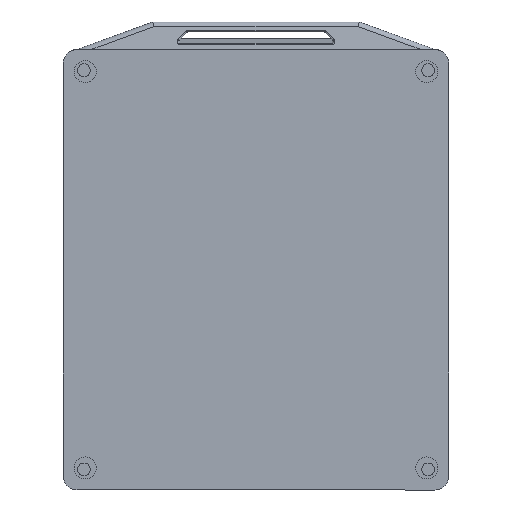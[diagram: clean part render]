
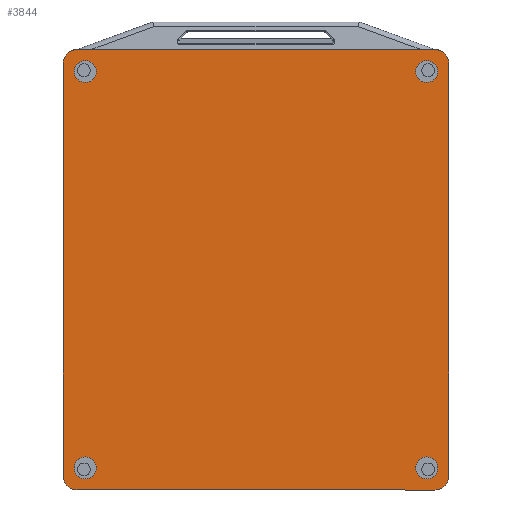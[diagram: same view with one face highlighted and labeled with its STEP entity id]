
A CAD part, front view. The second image highlights one B-rep face of the part: STEP entity #3844.
In plain terms, the highlighted planar face has unit normal (0, -1, 0).
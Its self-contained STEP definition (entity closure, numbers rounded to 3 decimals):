
#73=FACE_BOUND('',#509,.T.);
#74=FACE_BOUND('',#510,.T.);
#75=FACE_BOUND('',#511,.T.);
#76=FACE_BOUND('',#512,.T.);
#122=PLANE('',#4091);
#281=FACE_OUTER_BOUND('',#508,.T.);
#508=EDGE_LOOP('',(#2693,#2694,#2695,#2696,#2697,#2698,#2699,#2700));
#509=EDGE_LOOP('',(#2701));
#510=EDGE_LOOP('',(#2702));
#511=EDGE_LOOP('',(#2703));
#512=EDGE_LOOP('',(#2704));
#785=LINE('',#5601,#1213);
#788=LINE('',#5607,#1216);
#789=LINE('',#5611,#1217);
#790=LINE('',#5615,#1218);
#1213=VECTOR('',#4482,10.);
#1216=VECTOR('',#4487,10.);
#1217=VECTOR('',#4490,10.);
#1218=VECTOR('',#4493,10.);
#1617=CIRCLE('',#4089,2.5);
#1618=CIRCLE('',#4092,2.5);
#1619=CIRCLE('',#4093,2.5);
#1620=CIRCLE('',#4094,2.5);
#1621=CIRCLE('',#4095,2.);
#1622=CIRCLE('',#4096,2.);
#1623=CIRCLE('',#4097,2.);
#1624=CIRCLE('',#4098,2.);
#1734=VERTEX_POINT('',#5594);
#1735=VERTEX_POINT('',#5596);
#1736=VERTEX_POINT('',#5600);
#1738=VERTEX_POINT('',#5606);
#1739=VERTEX_POINT('',#5608);
#1740=VERTEX_POINT('',#5610);
#1741=VERTEX_POINT('',#5612);
#1742=VERTEX_POINT('',#5614);
#1743=VERTEX_POINT('',#5617);
#1744=VERTEX_POINT('',#5619);
#1745=VERTEX_POINT('',#5621);
#1746=VERTEX_POINT('',#5623);
#2103=EDGE_CURVE('',#1734,#1735,#1617,.T.);
#2105=EDGE_CURVE('',#1735,#1736,#785,.T.);
#2108=EDGE_CURVE('',#1738,#1734,#788,.T.);
#2109=EDGE_CURVE('',#1739,#1738,#1618,.T.);
#2110=EDGE_CURVE('',#1740,#1739,#789,.T.);
#2111=EDGE_CURVE('',#1741,#1740,#1619,.T.);
#2112=EDGE_CURVE('',#1742,#1741,#790,.T.);
#2113=EDGE_CURVE('',#1736,#1742,#1620,.T.);
#2114=EDGE_CURVE('',#1743,#1743,#1621,.T.);
#2115=EDGE_CURVE('',#1744,#1744,#1622,.T.);
#2116=EDGE_CURVE('',#1745,#1745,#1623,.T.);
#2117=EDGE_CURVE('',#1746,#1746,#1624,.T.);
#2693=ORIENTED_EDGE('',*,*,#2103,.F.);
#2694=ORIENTED_EDGE('',*,*,#2108,.F.);
#2695=ORIENTED_EDGE('',*,*,#2109,.F.);
#2696=ORIENTED_EDGE('',*,*,#2110,.F.);
#2697=ORIENTED_EDGE('',*,*,#2111,.F.);
#2698=ORIENTED_EDGE('',*,*,#2112,.F.);
#2699=ORIENTED_EDGE('',*,*,#2113,.F.);
#2700=ORIENTED_EDGE('',*,*,#2105,.F.);
#2701=ORIENTED_EDGE('',*,*,#2114,.T.);
#2702=ORIENTED_EDGE('',*,*,#2115,.T.);
#2703=ORIENTED_EDGE('',*,*,#2116,.T.);
#2704=ORIENTED_EDGE('',*,*,#2117,.T.);
#3844=ADVANCED_FACE('',(#281,#73,#74,#75,#76),#122,.F.);
#4089=AXIS2_PLACEMENT_3D('',#5597,#4477,#4478);
#4091=AXIS2_PLACEMENT_3D('',#5605,#4485,#4486);
#4092=AXIS2_PLACEMENT_3D('',#5609,#4488,#4489);
#4093=AXIS2_PLACEMENT_3D('',#5613,#4491,#4492);
#4094=AXIS2_PLACEMENT_3D('',#5616,#4494,#4495);
#4095=AXIS2_PLACEMENT_3D('',#5618,#4496,#4497);
#4096=AXIS2_PLACEMENT_3D('',#5620,#4498,#4499);
#4097=AXIS2_PLACEMENT_3D('',#5622,#4500,#4501);
#4098=AXIS2_PLACEMENT_3D('',#5624,#4502,#4503);
#4477=DIRECTION('center_axis',(0.,1.,0.));
#4478=DIRECTION('ref_axis',(0.707,0.,-0.707));
#4482=DIRECTION('',(-1.,0.,0.));
#4485=DIRECTION('center_axis',(0.,1.,0.));
#4486=DIRECTION('ref_axis',(1.,0.,0.));
#4487=DIRECTION('',(0.,0.,-1.));
#4488=DIRECTION('center_axis',(0.,1.,0.));
#4489=DIRECTION('ref_axis',(0.707,0.,0.707));
#4490=DIRECTION('',(1.,0.,0.));
#4491=DIRECTION('center_axis',(0.,1.,0.));
#4492=DIRECTION('ref_axis',(-0.707,0.,0.707));
#4493=DIRECTION('',(0.,0.,1.));
#4494=DIRECTION('center_axis',(0.,1.,0.));
#4495=DIRECTION('ref_axis',(-0.707,0.,-0.707));
#4496=DIRECTION('center_axis',(0.,1.,0.));
#4497=DIRECTION('ref_axis',(1.,0.,0.));
#4498=DIRECTION('center_axis',(0.,1.,0.));
#4499=DIRECTION('ref_axis',(1.,0.,0.));
#4500=DIRECTION('center_axis',(0.,1.,0.));
#4501=DIRECTION('ref_axis',(1.,0.,0.));
#4502=DIRECTION('center_axis',(0.,1.,0.));
#4503=DIRECTION('ref_axis',(1.,0.,0.));
#5594=CARTESIAN_POINT('',(70.,0.,-77.5));
#5596=CARTESIAN_POINT('',(67.5,0.,-80.));
#5597=CARTESIAN_POINT('Origin',(67.5,0.,-77.5));
#5600=CARTESIAN_POINT('',(2.5,0.,-80.));
#5601=CARTESIAN_POINT('',(70.,0.,-80.));
#5605=CARTESIAN_POINT('Origin',(35.,0.,-40.));
#5606=CARTESIAN_POINT('',(70.,0.,-2.5));
#5607=CARTESIAN_POINT('',(70.,0.,0.));
#5608=CARTESIAN_POINT('',(67.5,0.,0.));
#5609=CARTESIAN_POINT('Origin',(67.5,0.,-2.5));
#5610=CARTESIAN_POINT('',(2.5,0.,0.));
#5611=CARTESIAN_POINT('',(0.,0.,0.));
#5612=CARTESIAN_POINT('',(0.,0.,-2.5));
#5613=CARTESIAN_POINT('Origin',(2.5,0.,-2.5));
#5614=CARTESIAN_POINT('',(0.,0.,-77.5));
#5615=CARTESIAN_POINT('',(0.,0.,-80.));
#5616=CARTESIAN_POINT('Origin',(2.5,0.,-77.5));
#5617=CARTESIAN_POINT('',(2.,0.,-76.));
#5618=CARTESIAN_POINT('Origin',(4.,0.,-76.));
#5619=CARTESIAN_POINT('',(64.,0.,-76.));
#5620=CARTESIAN_POINT('Origin',(66.,0.,-76.));
#5621=CARTESIAN_POINT('',(2.,0.,-4.));
#5622=CARTESIAN_POINT('Origin',(4.,0.,-4.));
#5623=CARTESIAN_POINT('',(64.,0.,-4.));
#5624=CARTESIAN_POINT('Origin',(66.,0.,-4.));
